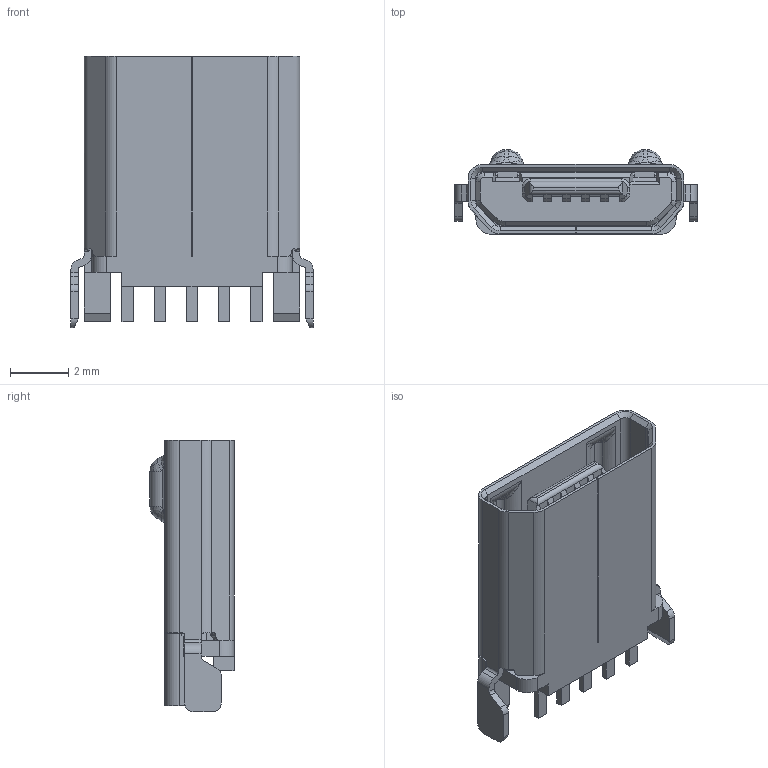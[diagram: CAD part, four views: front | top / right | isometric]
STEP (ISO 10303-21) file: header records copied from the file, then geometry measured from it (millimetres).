
FILE_DESCRIPTION(('CoCreate Modeling STEP Export'),'2;1');
FILE_NAME('010102010-220直立式外壳弯脚0.8.stp','2016-09-28T14:01:29',(''),(''),'CoCreate Modeling STEP processor for AP214 (Solid Model)','CoCreate Modeling 16.00 13-May-2008 (C) Parametric Technology GmbH','');
FILE_SCHEMA(('AUTOMOTIVE_DESIGN { 1 0 10303 214 1 1 1 1 }'));
Length unit declared in the file: millimetre
Products named in the file (2): BODY
Assembly tree (1 placements, depth 2):
  BODY
    BODY
Bounding box: 8.3 x 2.88 x 9.3 mm (x, y, z)
Volume: 82.6 mm3; surface area: 423 mm2
Topology: 1 solids, 2 shells, 655 faces, 1770 edges, 1109 vertices
Faces by surface type: plane 403, cylinder 137, bspline 89, cone 26
Entity records: 24832 total; most frequent: CARTESIAN_POINT 9287, ORIENTED_EDGE 3528, DIRECTION 2800, EDGE_CURVE 1756, VECTOR 1184, LINE 1184, VERTEX_POINT 1109, AXIS2_PLACEMENT_3D 808
